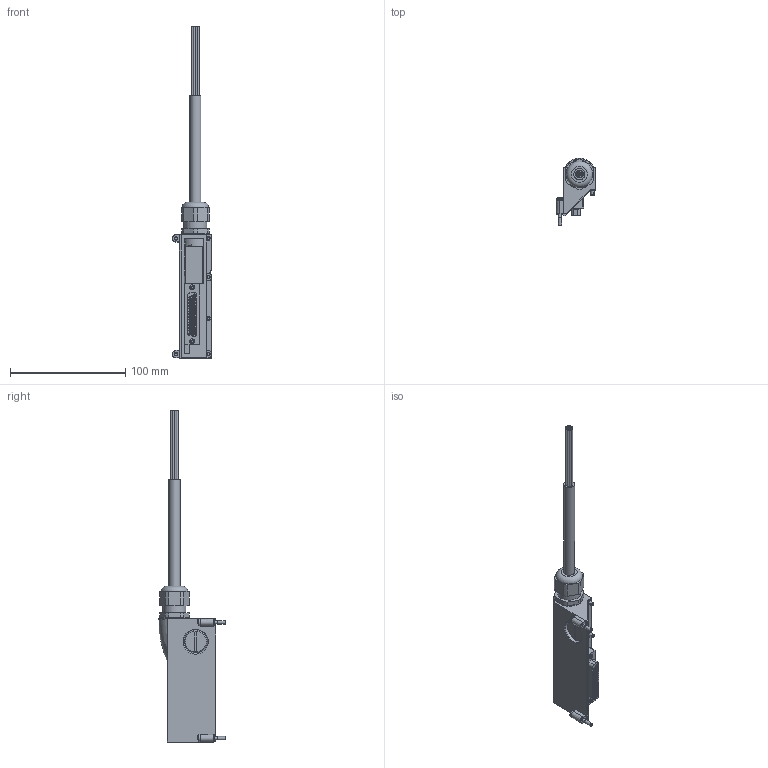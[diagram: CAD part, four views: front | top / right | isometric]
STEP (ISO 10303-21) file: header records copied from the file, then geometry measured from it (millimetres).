
FILE_DESCRIPTION(/* description */ ('STEP AP214'),/* implementation_level */ '2;1');
FILE_NAME(/* name */ '560422_VMPAL-KM-V-SD44-IP67-25',/* time_stamp */ '2024-09-16T22:40:02+02:00',/* author */ ('License CC BY-ND 4.0'),/* organization */ ('CADENAS'),/* preprocessor_version */ 'ST-DEVELOPER v19.3',/* originating_system */ 'PARTsolutions',/* authorisation */ ' ');
FILE_SCHEMA (('AUTOMOTIVE_DESIGN {1 0 10303 214 3 1 1}'));
Length unit declared in the file: millimetre
Products named in the file (3): 560422 VMPAL-KM-V-SD44-IP67-2,5; 560422 VMPAL-KM-V-SD44-IP67-2,5---(DE); 1070436 M20X1,5 5-13MM P---(9.6K)
Assembly tree (2 placements, depth 2):
  560422 VMPAL-KM-V-SD44-IP67-2,5
    560422 VMPAL-KM-V-SD44-IP67-2,5---(DE)
    1070436 M20X1,5 5-13MM P---(9.6K)
Bounding box: 34.48 x 58.35 x 288.59 mm (x, y, z)
Volume: 93005.5 mm3; surface area: 32597.6 mm2
Topology: 2 solids, 2 shells, 545 faces, 1332 edges, 862 vertices
Faces by surface type: plane 219, cylinder 203, cone 96, torus 21, sphere 6
Full cylindrical faces by diameter (mm): 1.2 x44, 1.6 x11, 2.6 x2, 3 x4, 4.2 x2, 6 x4, 9.6 x1, 18.376 x1, 20 x2, 20.4 x1, 24 x1
Entity records: 15457 total; most frequent: CARTESIAN_POINT 3338, DIRECTION 2489, ORIENTED_EDGE 2304, EDGE_CURVE 1152, AXIS2_PLACEMENT_3D 1006, VERTEX_POINT 834, FACE_BOUND 770, EDGE_LOOP 766
